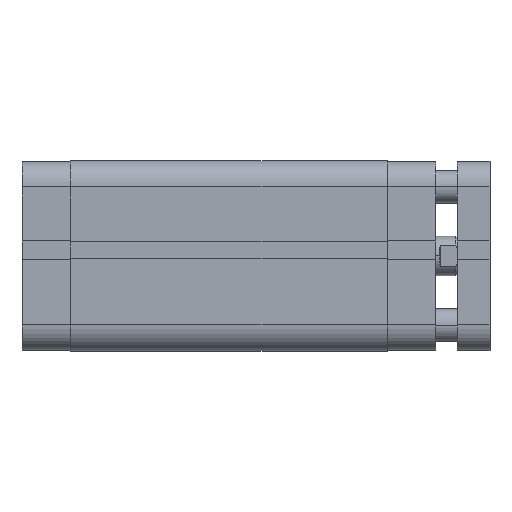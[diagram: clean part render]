
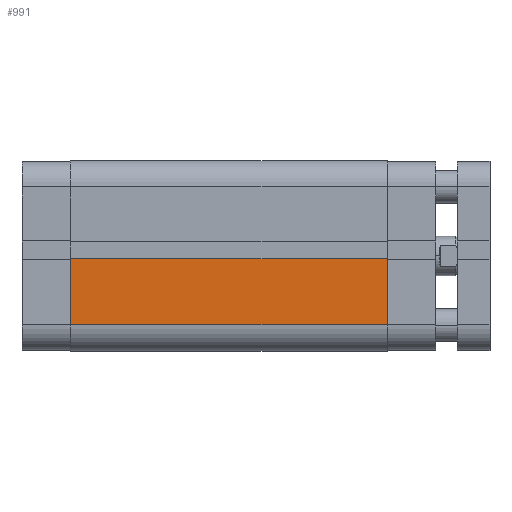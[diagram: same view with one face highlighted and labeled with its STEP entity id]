
A CAD part, top view. The second image highlights one B-rep face of the part: STEP entity #991.
In plain terms, the highlighted face is planar.
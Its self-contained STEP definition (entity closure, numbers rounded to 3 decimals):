
#129 = ORIENTED_EDGE ( 'NONE', *, *, #6801, .T. ) ;
#130 = ORIENTED_EDGE ( 'NONE', *, *, #6797, .T. ) ;
#131 = ORIENTED_EDGE ( 'NONE', *, *, #6804, .F. ) ;
#132 = ORIENTED_EDGE ( 'NONE', *, *, #6805, .F. ) ;
#991 = ADVANCED_FACE ( 'NONE', ( #2931 ), #2258, .T. ) ;
#1063 = VERTEX_POINT ( 'NONE', #2315 ) ;
#1134 = VERTEX_POINT ( 'NONE', #2329 ) ;
#1137 = VERTEX_POINT ( 'NONE', #2330 ) ;
#2257 = CARTESIAN_POINT ( 'NONE',  ( 29., -63.941, 96.5 ) ) ;
#2258 = PLANE ( 'NONE',  #7149 ) ;
#2260 = DIRECTION ( 'NONE',  ( 1., 0., 0. ) ) ;
#2261 = DIRECTION ( 'NONE',  ( 0., 1., 0. ) ) ;
#2315 = CARTESIAN_POINT ( 'NONE',  ( 29., 21., 96.5 ) ) ;
#2329 = CARTESIAN_POINT ( 'NONE',  ( 29., 21., 0. ) ) ;
#2330 = CARTESIAN_POINT ( 'NONE',  ( 29., 0.85, 96.5 ) ) ;
#2541 = CARTESIAN_POINT ( 'NONE',  ( 29., 0.85, 0. ) ) ;
#2931 = FACE_OUTER_BOUND ( 'NONE', #8120, .T. ) ;
#5208 = VECTOR ( 'NONE', #5550, 1000. ) ;
#5214 = LINE ( 'NONE', #5549, #5208 ) ;
#5217 = LINE ( 'NONE', #5541, #5218 ) ;
#5218 = VECTOR ( 'NONE', #5542, 1000. ) ;
#5220 = LINE ( 'NONE', #5555, #5232 ) ;
#5224 = LINE ( 'NONE', #5540, #5230 ) ;
#5230 = VECTOR ( 'NONE', #5557, 1000. ) ;
#5232 = VECTOR ( 'NONE', #5559, 1000. ) ;
#5540 = CARTESIAN_POINT ( 'NONE',  ( 29., 21., 96.5 ) ) ;
#5541 = CARTESIAN_POINT ( 'NONE',  ( 29., -63.941, 96.5 ) ) ;
#5542 = DIRECTION ( 'NONE',  ( 0., -1., 0. ) ) ;
#5549 = CARTESIAN_POINT ( 'NONE',  ( 29., 0.85, 96.5 ) ) ;
#5550 = DIRECTION ( 'NONE',  ( 0., 0., -1. ) ) ;
#5555 = CARTESIAN_POINT ( 'NONE',  ( 29., -63.941, 0. ) ) ;
#5557 = DIRECTION ( 'NONE',  ( 0., 0., -1. ) ) ;
#5559 = DIRECTION ( 'NONE',  ( 0., -1., 0. ) ) ;
#6048 = VERTEX_POINT ( 'NONE', #2541 ) ;
#6797 = EDGE_CURVE ( 'NONE', #1063, #1137, #5217, .T. ) ;
#6801 = EDGE_CURVE ( 'NONE', #1137, #6048, #5214, .T. ) ;
#6804 = EDGE_CURVE ( 'NONE', #1063, #1134, #5224, .T. ) ;
#6805 = EDGE_CURVE ( 'NONE', #1134, #6048, #5220, .T. ) ;
#7149 = AXIS2_PLACEMENT_3D ( 'NONE', #2257, #2260, #2261 ) ;
#8120 = EDGE_LOOP ( 'NONE', ( #132, #131, #130, #129 ) ) ;
